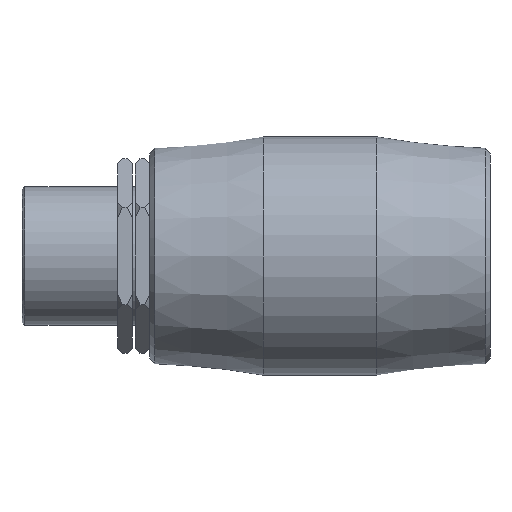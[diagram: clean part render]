
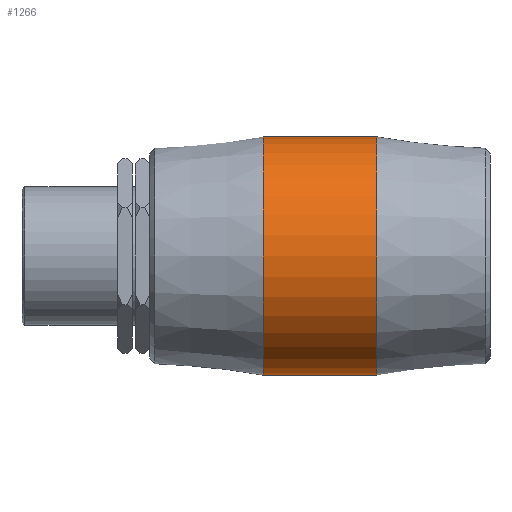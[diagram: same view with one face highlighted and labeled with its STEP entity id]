
A CAD part, front view. The second image highlights one B-rep face of the part: STEP entity #1266.
In plain terms, the highlighted cylindrical face has radius 41 mm (diameter 82 mm), a full revolution.
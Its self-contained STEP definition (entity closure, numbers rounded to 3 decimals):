
#24=CYLINDRICAL_SURFACE('',#1419,41.);
#59=FACE_BOUND('',#342,.T.);
#226=FACE_OUTER_BOUND('',#341,.T.);
#341=EDGE_LOOP('',(#1131));
#342=EDGE_LOOP('',(#1132));
#495=CIRCLE('',#1371,41.);
#499=CIRCLE('',#1378,41.);
#613=VERTEX_POINT('',#2170);
#618=VERTEX_POINT('',#2216);
#781=EDGE_CURVE('',#613,#613,#495,.T.);
#786=EDGE_CURVE('',#618,#618,#499,.T.);
#1131=ORIENTED_EDGE('',*,*,#786,.T.);
#1132=ORIENTED_EDGE('',*,*,#781,.F.);
#1266=ADVANCED_FACE('',(#226,#59),#24,.T.);
#1371=AXIS2_PLACEMENT_3D('',#2171,#1669,#1670);
#1378=AXIS2_PLACEMENT_3D('',#2217,#1683,#1684);
#1419=AXIS2_PLACEMENT_3D('',#2311,#1765,#1766);
#1669=DIRECTION('center_axis',(1.,0.,0.));
#1670=DIRECTION('ref_axis',(0.,0.,-1.));
#1683=DIRECTION('center_axis',(1.,0.,0.));
#1684=DIRECTION('ref_axis',(0.,0.,-1.));
#1765=DIRECTION('center_axis',(1.,0.,0.));
#1766=DIRECTION('ref_axis',(0.,1.,0.));
#2170=CARTESIAN_POINT('',(19.5,41.,0.));
#2171=CARTESIAN_POINT('Origin',(19.5,0.,0.));
#2216=CARTESIAN_POINT('',(-19.5,41.,0.));
#2217=CARTESIAN_POINT('Origin',(-19.5,0.,0.));
#2311=CARTESIAN_POINT('Origin',(0.,0.,0.));
